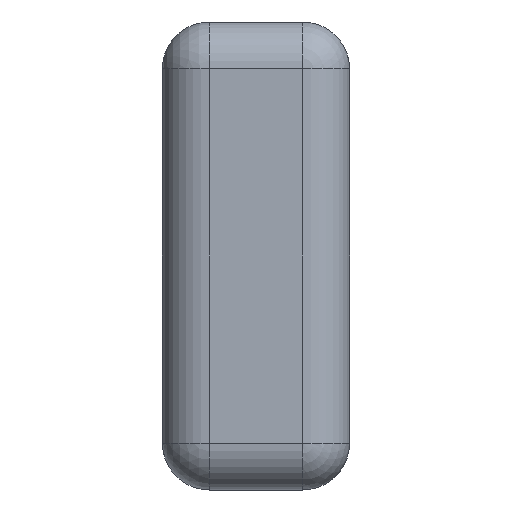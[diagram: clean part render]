
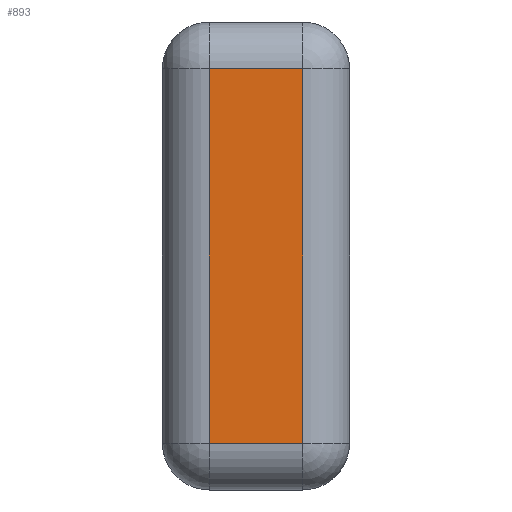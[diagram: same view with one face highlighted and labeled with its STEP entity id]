
A CAD part, left-side view. The second image highlights one B-rep face of the part: STEP entity #893.
In plain terms, the highlighted planar face has unit normal (-1, 0, 0).
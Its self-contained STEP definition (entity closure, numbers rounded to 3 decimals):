
#86 = CARTESIAN_POINT ( 'NONE',  ( -30., 4., -4. ) ) ;
#88 = LINE ( 'NONE', #91, #726 ) ;
#91 = CARTESIAN_POINT ( 'NONE',  ( -30., 1., -5. ) ) ;
#96 = VERTEX_POINT ( 'NONE', #1011 ) ;
#132 = CARTESIAN_POINT ( 'NONE',  ( -30., 3., 4. ) ) ;
#171 = AXIS2_PLACEMENT_3D ( 'NONE', #829, #1005, #921 ) ;
#173 = LINE ( 'NONE', #514, #512 ) ;
#197 = VERTEX_POINT ( 'NONE', #132 ) ;
#200 = CARTESIAN_POINT ( 'NONE',  ( -30., 3., -5. ) ) ;
#254 = LINE ( 'NONE', #86, #569 ) ;
#257 = PLANE ( 'NONE',  #171 ) ;
#271 = ORIENTED_EDGE ( 'NONE', *, *, #453, .T. ) ;
#301 = DIRECTION ( 'NONE',  ( 0., 0., -1. ) ) ;
#390 = EDGE_LOOP ( 'NONE', ( #1040, #659, #271, #522 ) ) ;
#453 = EDGE_CURVE ( 'NONE', #664, #96, #88, .T. ) ;
#493 = VECTOR ( 'NONE', #301, 1000. ) ;
#512 = VECTOR ( 'NONE', #657, 1000. ) ;
#514 = CARTESIAN_POINT ( 'NONE',  ( -30., 4., 4. ) ) ;
#522 = ORIENTED_EDGE ( 'NONE', *, *, #929, .T. ) ;
#569 = VECTOR ( 'NONE', #755, 1000. ) ;
#605 = LINE ( 'NONE', #200, #493 ) ;
#657 = DIRECTION ( 'NONE',  ( 0., 1., 0. ) ) ;
#659 = ORIENTED_EDGE ( 'NONE', *, *, #831, .T. ) ;
#664 = VERTEX_POINT ( 'NONE', #975 ) ;
#676 = FACE_OUTER_BOUND ( 'NONE', #390, .T. ) ;
#726 = VECTOR ( 'NONE', #1013, 1000. ) ;
#755 = DIRECTION ( 'NONE',  ( 0., -1., 0. ) ) ;
#829 = CARTESIAN_POINT ( 'NONE',  ( -30., 4., -5. ) ) ;
#831 = EDGE_CURVE ( 'NONE', #866, #664, #254, .T. ) ;
#866 = VERTEX_POINT ( 'NONE', #903 ) ;
#893 = ADVANCED_FACE ( 'NONE', ( #676 ), #257, .F. ) ;
#903 = CARTESIAN_POINT ( 'NONE',  ( -30., 3., -4. ) ) ;
#921 = DIRECTION ( 'NONE',  ( 0., 0., -1. ) ) ;
#929 = EDGE_CURVE ( 'NONE', #96, #197, #173, .T. ) ;
#975 = CARTESIAN_POINT ( 'NONE',  ( -30., 1., -4. ) ) ;
#995 = EDGE_CURVE ( 'NONE', #197, #866, #605, .T. ) ;
#1005 = DIRECTION ( 'NONE',  ( 1., 0., 0. ) ) ;
#1011 = CARTESIAN_POINT ( 'NONE',  ( -30., 1., 4. ) ) ;
#1013 = DIRECTION ( 'NONE',  ( 0., 0., 1. ) ) ;
#1040 = ORIENTED_EDGE ( 'NONE', *, *, #995, .T. ) ;
